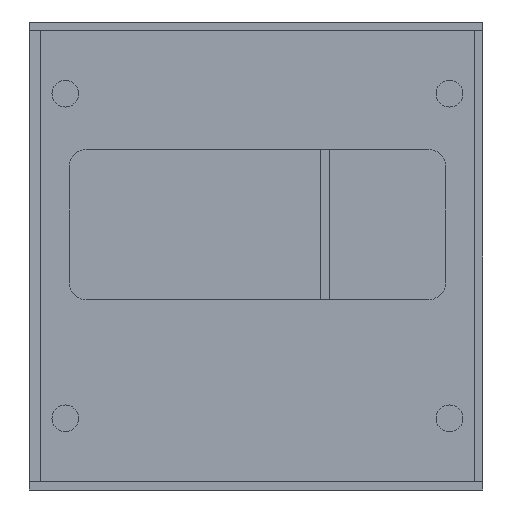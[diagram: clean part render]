
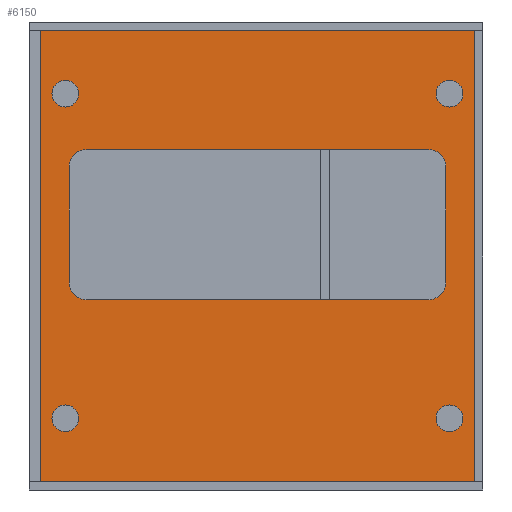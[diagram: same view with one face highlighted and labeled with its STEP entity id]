
A CAD part, left-side view. The second image highlights one B-rep face of the part: STEP entity #6150.
In plain terms, the highlighted planar face has unit normal (-1, 0, 0).
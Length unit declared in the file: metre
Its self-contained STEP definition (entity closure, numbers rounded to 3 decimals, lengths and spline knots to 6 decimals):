
#627=LINE('',#10531,#1087);
#630=LINE('',#10545,#1090);
#634=LINE('',#10553,#1094);
#636=LINE('',#10580,#1096);
#638=LINE('',#10588,#1098);
#639=LINE('',#10593,#1099);
#640=LINE('',#10597,#1100);
#641=LINE('',#10601,#1101);
#1087=VECTOR('',#8716,1.);
#1090=VECTOR('',#8729,1.);
#1094=VECTOR('',#8735,1.);
#1096=VECTOR('',#8765,1.);
#1098=VECTOR('',#8775,1.);
#1099=VECTOR('',#8778,1.);
#1100=VECTOR('',#8781,1.);
#1101=VECTOR('',#8784,1.);
#2625=ORIENTED_EDGE('',*,*,#3545,.F.);
#2626=ORIENTED_EDGE('',*,*,#3546,.F.);
#2627=ORIENTED_EDGE('',*,*,#3547,.F.);
#2628=ORIENTED_EDGE('',*,*,#3548,.F.);
#2629=ORIENTED_EDGE('',*,*,#3549,.F.);
#2630=ORIENTED_EDGE('',*,*,#3550,.F.);
#2631=ORIENTED_EDGE('',*,*,#3551,.F.);
#2632=ORIENTED_EDGE('',*,*,#3552,.F.);
#2633=ORIENTED_EDGE('',*,*,#3518,.T.);
#2634=ORIENTED_EDGE('',*,*,#3541,.F.);
#2635=ORIENTED_EDGE('',*,*,#3529,.F.);
#2636=ORIENTED_EDGE('',*,*,#3525,.F.);
#2637=ORIENTED_EDGE('',*,*,#3538,.T.);
#2638=ORIENTED_EDGE('',*,*,#3536,.F.);
#2639=ORIENTED_EDGE('',*,*,#3534,.T.);
#2640=ORIENTED_EDGE('',*,*,#3544,.F.);
#3518=EDGE_CURVE('',#4135,#4134,#627,.T.);
#3525=EDGE_CURVE('',#4135,#4141,#630,.T.);
#3529=EDGE_CURVE('',#4141,#4144,#634,.T.);
#3534=EDGE_CURVE('',#4148,#4148,#4526,.T.);
#3536=EDGE_CURVE('',#4150,#4150,#4528,.T.);
#3538=EDGE_CURVE('',#4152,#4152,#4530,.T.);
#3541=EDGE_CURVE('',#4144,#4134,#636,.T.);
#3544=EDGE_CURVE('',#4156,#4156,#4534,.T.);
#3545=EDGE_CURVE('',#4157,#4158,#638,.T.);
#3546=EDGE_CURVE('',#4159,#4157,#4535,.F.);
#3547=EDGE_CURVE('',#4160,#4159,#639,.T.);
#3548=EDGE_CURVE('',#4161,#4160,#4536,.F.);
#3549=EDGE_CURVE('',#4162,#4161,#640,.T.);
#3550=EDGE_CURVE('',#4163,#4162,#4537,.F.);
#3551=EDGE_CURVE('',#4164,#4163,#641,.T.);
#3552=EDGE_CURVE('',#4158,#4164,#4538,.F.);
#4134=VERTEX_POINT('',#10530);
#4135=VERTEX_POINT('',#10532);
#4141=VERTEX_POINT('',#10546);
#4144=VERTEX_POINT('',#10554);
#4148=VERTEX_POINT('',#10564);
#4150=VERTEX_POINT('',#10569);
#4152=VERTEX_POINT('',#10574);
#4156=VERTEX_POINT('',#10586);
#4157=VERTEX_POINT('',#10589);
#4158=VERTEX_POINT('',#10590);
#4159=VERTEX_POINT('',#10592);
#4160=VERTEX_POINT('',#10594);
#4161=VERTEX_POINT('',#10596);
#4162=VERTEX_POINT('',#10598);
#4163=VERTEX_POINT('',#10600);
#4164=VERTEX_POINT('',#10602);
#4526=CIRCLE('',#6945,0.00235);
#4528=CIRCLE('',#6948,0.00235);
#4530=CIRCLE('',#6951,0.00235);
#4534=CIRCLE('',#6957,0.00235);
#4535=CIRCLE('',#6959,0.003);
#4536=CIRCLE('',#6960,0.003);
#4537=CIRCLE('',#6961,0.003);
#4538=CIRCLE('',#6962,0.003);
#5047=EDGE_LOOP('',(#2625,#2626,#2627,#2628,#2629,#2630,#2631,#2632));
#5048=EDGE_LOOP('',(#2633,#2634,#2635,#2636));
#5049=EDGE_LOOP('',(#2637));
#5050=EDGE_LOOP('',(#2638));
#5051=EDGE_LOOP('',(#2639));
#5052=EDGE_LOOP('',(#2640));
#5599=FACE_BOUND('',#5047,.T.);
#5600=FACE_BOUND('',#5048,.T.);
#5601=FACE_BOUND('',#5049,.T.);
#5602=FACE_BOUND('',#5050,.T.);
#5603=FACE_BOUND('',#5051,.T.);
#5604=FACE_BOUND('',#5052,.T.);
#5813=PLANE('',#6958);
#6150=ADVANCED_FACE('',(#5599,#5600,#5601,#5602,#5603,#5604),#5813,.T.);
#6945=AXIS2_PLACEMENT_3D('',#10563,#8745,#8746);
#6948=AXIS2_PLACEMENT_3D('',#10568,#8751,#8752);
#6951=AXIS2_PLACEMENT_3D('',#10573,#8757,#8758);
#6957=AXIS2_PLACEMENT_3D('',#10585,#8771,#8772);
#6958=AXIS2_PLACEMENT_3D('',#10587,#8773,#8774);
#6959=AXIS2_PLACEMENT_3D('',#10591,#8776,#8777);
#6960=AXIS2_PLACEMENT_3D('',#10595,#8779,#8780);
#6961=AXIS2_PLACEMENT_3D('',#10599,#8782,#8783);
#6962=AXIS2_PLACEMENT_3D('',#10603,#8785,#8786);
#8716=DIRECTION('',(0.,1.,0.));
#8729=DIRECTION('',(0.,0.,-1.));
#8735=DIRECTION('',(0.,1.,0.));
#8745=DIRECTION('',(1.,0.,0.));
#8746=DIRECTION('',(0.,0.,-1.));
#8751=DIRECTION('',(-1.,0.,0.));
#8752=DIRECTION('',(0.,0.,-1.));
#8757=DIRECTION('',(1.,0.,0.));
#8758=DIRECTION('',(0.,0.,-1.));
#8765=DIRECTION('',(0.,0.,1.));
#8771=DIRECTION('',(-1.,0.,0.));
#8772=DIRECTION('',(0.,0.,-1.));
#8773=DIRECTION('',(-1.,0.,0.));
#8774=DIRECTION('',(0.,1.,0.));
#8775=DIRECTION('',(0.,0.,1.));
#8776=DIRECTION('',(1.,0.,0.));
#8777=DIRECTION('',(0.,0.,-1.));
#8778=DIRECTION('',(0.,-1.,0.));
#8779=DIRECTION('',(1.,0.,0.));
#8780=DIRECTION('',(0.,0.,-1.));
#8781=DIRECTION('',(0.,0.,-1.));
#8782=DIRECTION('',(1.,0.,0.));
#8783=DIRECTION('',(0.,0.,-1.));
#8784=DIRECTION('',(0.,1.,0.));
#8785=DIRECTION('',(1.,0.,0.));
#8786=DIRECTION('',(0.,0.,-1.));
#10530=CARTESIAN_POINT('',(-0.1175,0.076,0.0395));
#10531=CARTESIAN_POINT('',(-0.1175,0.038,0.0395));
#10532=CARTESIAN_POINT('',(-0.1175,0.,0.0395));
#10545=CARTESIAN_POINT('',(-0.1175,0.,0.));
#10546=CARTESIAN_POINT('',(-0.1175,0.,-0.0395));
#10553=CARTESIAN_POINT('',(-0.1175,0.038,-0.0395));
#10554=CARTESIAN_POINT('',(-0.1175,0.076,-0.0395));
#10563=CARTESIAN_POINT('',(-0.1175,0.07165,-0.02845));
#10564=CARTESIAN_POINT('',(-0.1175,0.07165,-0.0308));
#10568=CARTESIAN_POINT('',(-0.1175,0.07165,0.02845));
#10569=CARTESIAN_POINT('',(-0.1175,0.07165,0.0261));
#10573=CARTESIAN_POINT('',(-0.1175,0.00435,0.02845));
#10574=CARTESIAN_POINT('',(-0.1175,0.00435,0.0261));
#10580=CARTESIAN_POINT('',(-0.1175,0.076,0.));
#10585=CARTESIAN_POINT('',(-0.1175,0.00435,-0.02845));
#10586=CARTESIAN_POINT('',(-0.1175,0.00435,-0.0308));
#10587=CARTESIAN_POINT('',(-0.1175,0.03725,0.));
#10588=CARTESIAN_POINT('',(-0.1175,0.005,0.0055));
#10589=CARTESIAN_POINT('',(-0.1175,0.005,-0.00465));
#10590=CARTESIAN_POINT('',(-0.1175,0.005,0.01565));
#10591=CARTESIAN_POINT('',(-0.1175,0.008,-0.00465));
#10592=CARTESIAN_POINT('',(-0.1175,0.008,-0.00765));
#10593=CARTESIAN_POINT('',(-0.1175,0.038,-0.00765));
#10594=CARTESIAN_POINT('',(-0.1175,0.068,-0.00765));
#10595=CARTESIAN_POINT('',(-0.1175,0.068,-0.00465));
#10596=CARTESIAN_POINT('',(-0.1175,0.071,-0.00465));
#10597=CARTESIAN_POINT('',(-0.1175,0.071,0.0055));
#10598=CARTESIAN_POINT('',(-0.1175,0.071,0.01565));
#10599=CARTESIAN_POINT('',(-0.1175,0.068,0.01565));
#10600=CARTESIAN_POINT('',(-0.1175,0.068,0.01865));
#10601=CARTESIAN_POINT('',(-0.1175,0.038,0.01865));
#10602=CARTESIAN_POINT('',(-0.1175,0.008,0.01865));
#10603=CARTESIAN_POINT('',(-0.1175,0.008,0.01565));
